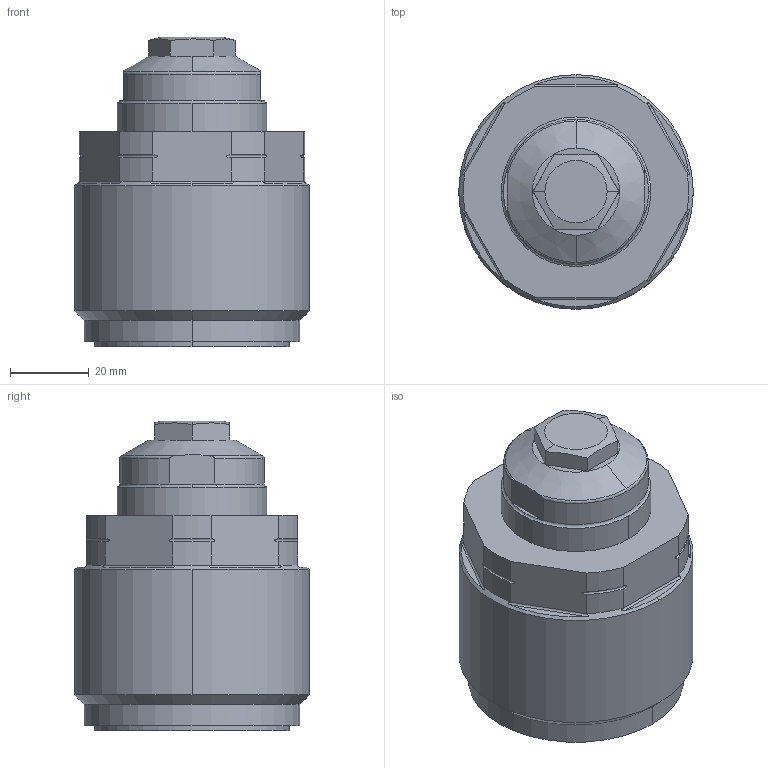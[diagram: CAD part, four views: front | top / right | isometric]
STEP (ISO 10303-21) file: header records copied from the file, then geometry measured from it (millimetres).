
FILE_DESCRIPTION((''),'2;1');
FILE_NAME('ILCM41007105','2012-10-19T',('jdw'),(''),'PRO/ENGINEER BY PARAMETRIC TECHNOLOGY CORPORATION, 2007460','PRO/ENGINEER BY PARAMETRIC TECHNOLOGY CORPORATION, 2007460','');
FILE_SCHEMA(('AUTOMOTIVE_DESIGN_CC2 { 1 2 10303 214 -1 1 5 2 }'));
Length unit declared in the file: millimetre
Products named in the file (1): ILCM41007105
Bounding box: 59.74 x 59.74 x 78.82 mm (x, y, z)
Volume: 164911.6 mm3; surface area: 17865.4 mm2
Topology: 1 solids, 2 shells, 77 faces, 194 edges, 124 vertices
Faces by surface type: cylinder 30, plane 29, torus 10, cone 8
Entity records: 2951 total; most frequent: CARTESIAN_POINT 991, ORIENTED_EDGE 388, DIRECTION 384, EDGE_CURVE 194, AXIS2_PLACEMENT_3D 153, VERTEX_POINT 124, COLOUR_RGB 106, EDGE_LOOP 80
